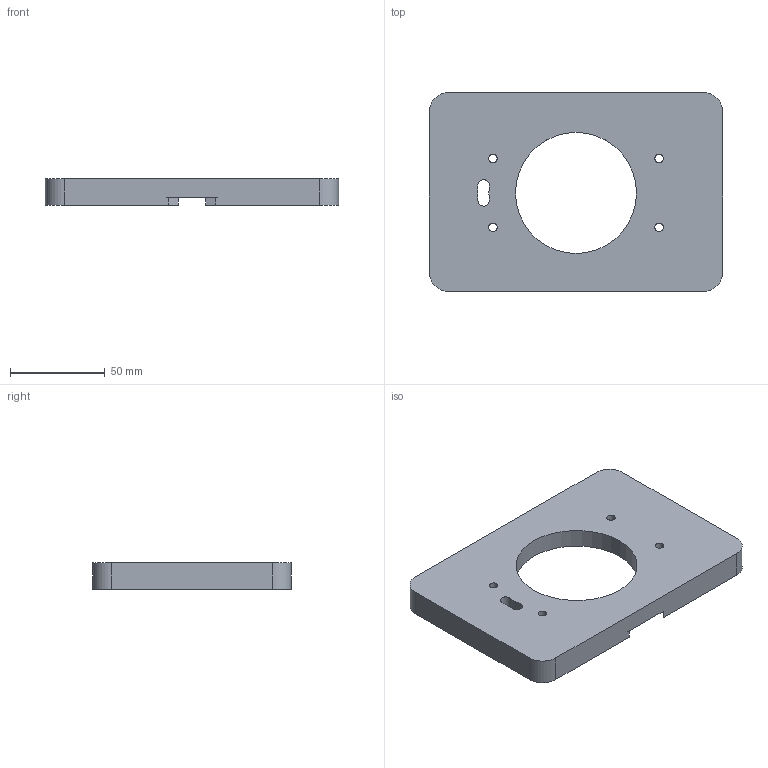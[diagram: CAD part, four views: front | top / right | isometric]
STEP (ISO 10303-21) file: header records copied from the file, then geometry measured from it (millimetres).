
FILE_DESCRIPTION (( 'STEP AP203' ), '1' );
FILE_NAME ('PB4.01.01.008 - housing LED fixture.STEP', '2020-04-23T17:19:39', ( '' ), ( '' ), 'SwSTEP 2.0', 'SolidWorks 2018', '' );
FILE_SCHEMA (( 'CONFIG_CONTROL_DESIGN' ));
Length unit declared in the file: millimetre
Products named in the file (1): PB4.01.01.008 - housing LED fixture
Bounding box: 155 x 105 x 14 mm (x, y, z)
Volume: 156604.8 mm3; surface area: 36827.1 mm2
Topology: 1 solids, 1 shells, 43 faces, 111 edges, 74 vertices
Faces by surface type: cylinder 31, plane 12
Entity records: 1448 total; most frequent: DIRECTION 261, CARTESIAN_POINT 229, ORIENTED_EDGE 222, EDGE_CURVE 111, AXIS2_PLACEMENT_3D 106, VERTEX_POINT 74, CIRCLE 62, EDGE_LOOP 59
